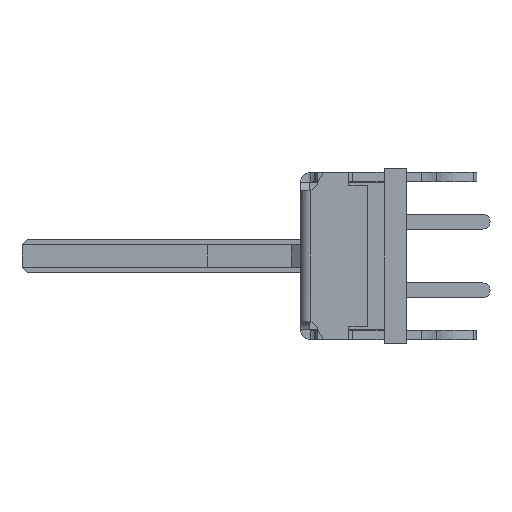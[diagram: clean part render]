
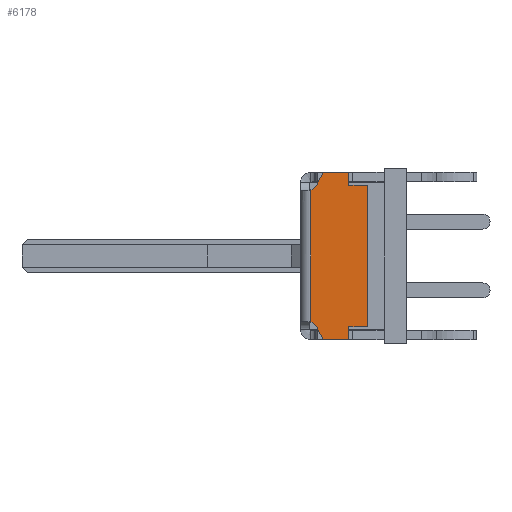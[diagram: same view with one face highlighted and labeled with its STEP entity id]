
A CAD part, left-side view. The second image highlights one B-rep face of the part: STEP entity #6178.
In plain terms, the highlighted planar face has unit normal (-1, 0, 0).
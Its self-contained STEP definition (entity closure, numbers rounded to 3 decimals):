
#4 = CARTESIAN_POINT ( 'NONE',  ( -30., 2.9, 0. ) ) ;
#25 = CARTESIAN_POINT ( 'NONE',  ( -30., 2.9, -3.8 ) ) ;
#117 = CARTESIAN_POINT ( 'NONE',  ( -30., 5.283, -4.5 ) ) ;
#151 = DIRECTION ( 'NONE',  ( 0., -1., 0. ) ) ;
#152 = LINE ( 'NONE', #9354, #1334 ) ;
#192 = VERTEX_POINT ( 'NONE', #8090 ) ;
#310 = CARTESIAN_POINT ( 'NONE',  ( -30., 2.9, -3.8 ) ) ;
#618 = ORIENTED_EDGE ( 'NONE', *, *, #7428, .F. ) ;
#625 = ORIENTED_EDGE ( 'NONE', *, *, #7634, .T. ) ;
#739 = VERTEX_POINT ( 'NONE', #9942 ) ;
#778 = ORIENTED_EDGE ( 'NONE', *, *, #923, .F. ) ;
#818 = VERTEX_POINT ( 'NONE', #9168 ) ;
#861 = EDGE_CURVE ( 'NONE', #1837, #2765, #1486, .T. ) ;
#890 = ORIENTED_EDGE ( 'NONE', *, *, #4274, .T. ) ;
#897 = VECTOR ( 'NONE', #1513, 1000. ) ;
#923 = EDGE_CURVE ( 'NONE', #8637, #1837, #6410, .T. ) ;
#986 = CARTESIAN_POINT ( 'NONE',  ( -30., 5.95, 0. ) ) ;
#1008 = LINE ( 'NONE', #4, #8224 ) ;
#1090 = LINE ( 'NONE', #986, #2791 ) ;
#1200 = ORIENTED_EDGE ( 'NONE', *, *, #4721, .T. ) ;
#1334 = VECTOR ( 'NONE', #8646, 1000. ) ;
#1377 = LINE ( 'NONE', #8969, #9586 ) ;
#1391 = EDGE_CURVE ( 'NONE', #8548, #192, #152, .T. ) ;
#1430 = EDGE_CURVE ( 'NONE', #8965, #8847, #1008, .T. ) ;
#1465 = CARTESIAN_POINT ( 'NONE',  ( -30., 3.9, 3.8 ) ) ;
#1484 = ORIENTED_EDGE ( 'NONE', *, *, #1536, .T. ) ;
#1486 = CIRCLE ( 'NONE', #1644, 0.65 ) ;
#1513 = DIRECTION ( 'NONE',  ( 0., 0., -1. ) ) ;
#1536 = EDGE_CURVE ( 'NONE', #192, #8965, #5636, .T. ) ;
#1642 = LINE ( 'NONE', #8570, #5509 ) ;
#1644 = AXIS2_PLACEMENT_3D ( 'NONE', #1677, #9419, #9470 ) ;
#1677 = CARTESIAN_POINT ( 'NONE',  ( -30., 6.15, -4.221 ) ) ;
#1813 = CARTESIAN_POINT ( 'NONE',  ( -30., 4.726, 4.726 ) ) ;
#1822 = EDGE_CURVE ( 'NONE', #739, #8847, #1642, .T. ) ;
#1827 = ORIENTED_EDGE ( 'NONE', *, *, #1391, .T. ) ;
#1837 = VERTEX_POINT ( 'NONE', #4860 ) ;
#1876 = VERTEX_POINT ( 'NONE', #5057 ) ;
#1878 = CIRCLE ( 'NONE', #7498, 0.65 ) ;
#2005 = CARTESIAN_POINT ( 'NONE',  ( -30., 2.9, 3.8 ) ) ;
#2038 = LINE ( 'NONE', #5908, #9876 ) ;
#2130 = VERTEX_POINT ( 'NONE', #2554 ) ;
#2138 = VECTOR ( 'NONE', #7299, 1000. ) ;
#2160 = EDGE_CURVE ( 'NONE', #3365, #818, #1090, .T. ) ;
#2242 = ORIENTED_EDGE ( 'NONE', *, *, #7309, .T. ) ;
#2293 = VECTOR ( 'NONE', #3276, 1000. ) ;
#2358 = FACE_OUTER_BOUND ( 'NONE', #3578, .T. ) ;
#2502 = VECTOR ( 'NONE', #7195, 1000. ) ;
#2554 = CARTESIAN_POINT ( 'NONE',  ( -30., 5.691, 3.761 ) ) ;
#2610 = ORIENTED_EDGE ( 'NONE', *, *, #2160, .F. ) ;
#2765 = VERTEX_POINT ( 'NONE', #7542 ) ;
#2791 = VECTOR ( 'NONE', #8671, 1000. ) ;
#2840 = CARTESIAN_POINT ( 'NONE',  ( -30., 4.726, -4.726 ) ) ;
#3011 = CARTESIAN_POINT ( 'NONE',  ( -30., 3.9, -4.5 ) ) ;
#3152 = DIRECTION ( 'NONE',  ( 0., 1., 0. ) ) ;
#3276 = DIRECTION ( 'NONE',  ( 0., 0.449, 0.894 ) ) ;
#3328 = ORIENTED_EDGE ( 'NONE', *, *, #5661, .T. ) ;
#3365 = VERTEX_POINT ( 'NONE', #6807 ) ;
#3453 = VERTEX_POINT ( 'NONE', #6947 ) ;
#3578 = EDGE_LOOP ( 'NONE', ( #1827, #1484, #8558, #6888, #8465, #3328, #890, #625, #1200, #2242, #2610, #8841, #5338, #9150, #778, #618 ) ) ;
#3640 = DIRECTION ( 'NONE',  ( 0., 1., 0. ) ) ;
#3759 = DIRECTION ( 'NONE',  ( 0., -1., 0. ) ) ;
#3811 = EDGE_CURVE ( 'NONE', #5602, #3365, #6020, .T. ) ;
#4003 = DIRECTION ( 'NONE',  ( 0., -1., 0. ) ) ;
#4138 = CARTESIAN_POINT ( 'NONE',  ( -30., 3.9, 4.5 ) ) ;
#4274 = EDGE_CURVE ( 'NONE', #8511, #3453, #2038, .T. ) ;
#4665 = LINE ( 'NONE', #3011, #5245 ) ;
#4721 = EDGE_CURVE ( 'NONE', #2130, #1876, #8689, .T. ) ;
#4860 = CARTESIAN_POINT ( 'NONE',  ( -30., 5.569, -3.929 ) ) ;
#5007 = CARTESIAN_POINT ( 'NONE',  ( -30., 6.15, 4.221 ) ) ;
#5057 = CARTESIAN_POINT ( 'NONE',  ( -30., 5.761, 3.691 ) ) ;
#5098 = DIRECTION ( 'NONE',  ( 0., 0.449, -0.894 ) ) ;
#5245 = VECTOR ( 'NONE', #6889, 1000. ) ;
#5255 = AXIS2_PLACEMENT_3D ( 'NONE', #9443, #7028, #3152 ) ;
#5338 = ORIENTED_EDGE ( 'NONE', *, *, #7727, .F. ) ;
#5424 = PLANE ( 'NONE',  #5255 ) ;
#5509 = VECTOR ( 'NONE', #4003, 1000. ) ;
#5602 = VERTEX_POINT ( 'NONE', #6717 ) ;
#5636 = LINE ( 'NONE', #310, #2138 ) ;
#5661 = EDGE_CURVE ( 'NONE', #5907, #8511, #1377, .T. ) ;
#5739 = DIRECTION ( 'NONE',  ( 1., 0., 0. ) ) ;
#5907 = VERTEX_POINT ( 'NONE', #4138 ) ;
#5908 = CARTESIAN_POINT ( 'NONE',  ( -30., 5.283, 4.5 ) ) ;
#6012 = LINE ( 'NONE', #2840, #9101 ) ;
#6020 = CIRCLE ( 'NONE', #7303, 0.65 ) ;
#6034 = CARTESIAN_POINT ( 'NONE',  ( -30., 3.9, -4.5 ) ) ;
#6178 = ADVANCED_FACE ( 'NONE', ( #2358 ), #5424, .T. ) ;
#6410 = LINE ( 'NONE', #117, #2293 ) ;
#6494 = CARTESIAN_POINT ( 'NONE',  ( -30., 6.221, 4.15 ) ) ;
#6717 = CARTESIAN_POINT ( 'NONE',  ( -30., 5.761, -3.691 ) ) ;
#6742 = CARTESIAN_POINT ( 'NONE',  ( -30., 5.283, 4.5 ) ) ;
#6807 = CARTESIAN_POINT ( 'NONE',  ( -30., 5.95, -3.559 ) ) ;
#6888 = ORIENTED_EDGE ( 'NONE', *, *, #1822, .F. ) ;
#6889 = DIRECTION ( 'NONE',  ( 0., 1., 0. ) ) ;
#6947 = CARTESIAN_POINT ( 'NONE',  ( -30., 5.569, 3.929 ) ) ;
#7028 = DIRECTION ( 'NONE',  ( -1., 0., 0. ) ) ;
#7029 = CARTESIAN_POINT ( 'NONE',  ( -30., 5.283, -4.5 ) ) ;
#7042 = LINE ( 'NONE', #1465, #897 ) ;
#7180 = CIRCLE ( 'NONE', #8294, 0.65 ) ;
#7195 = DIRECTION ( 'NONE',  ( 0., 0.707, -0.707 ) ) ;
#7211 = EDGE_CURVE ( 'NONE', #5907, #739, #7042, .T. ) ;
#7299 = DIRECTION ( 'NONE',  ( 0., -1., 0. ) ) ;
#7303 = AXIS2_PLACEMENT_3D ( 'NONE', #9846, #7586, #3759 ) ;
#7309 = EDGE_CURVE ( 'NONE', #1876, #818, #1878, .T. ) ;
#7428 = EDGE_CURVE ( 'NONE', #8548, #8637, #4665, .T. ) ;
#7498 = AXIS2_PLACEMENT_3D ( 'NONE', #6494, #5739, #151 ) ;
#7542 = CARTESIAN_POINT ( 'NONE',  ( -30., 5.691, -3.761 ) ) ;
#7586 = DIRECTION ( 'NONE',  ( -1., 0., 0. ) ) ;
#7634 = EDGE_CURVE ( 'NONE', #3453, #2130, #7180, .T. ) ;
#7727 = EDGE_CURVE ( 'NONE', #2765, #5602, #6012, .T. ) ;
#8090 = CARTESIAN_POINT ( 'NONE',  ( -30., 3.9, -3.8 ) ) ;
#8224 = VECTOR ( 'NONE', #8444, 1000. ) ;
#8294 = AXIS2_PLACEMENT_3D ( 'NONE', #5007, #8872, #8770 ) ;
#8444 = DIRECTION ( 'NONE',  ( 0., 0., 1. ) ) ;
#8465 = ORIENTED_EDGE ( 'NONE', *, *, #7211, .F. ) ;
#8511 = VERTEX_POINT ( 'NONE', #6742 ) ;
#8548 = VERTEX_POINT ( 'NONE', #6034 ) ;
#8558 = ORIENTED_EDGE ( 'NONE', *, *, #1430, .T. ) ;
#8570 = CARTESIAN_POINT ( 'NONE',  ( -30., 2.9, 3.8 ) ) ;
#8637 = VERTEX_POINT ( 'NONE', #7029 ) ;
#8646 = DIRECTION ( 'NONE',  ( 0., 0., 1. ) ) ;
#8671 = DIRECTION ( 'NONE',  ( 0., 0., 1. ) ) ;
#8689 = LINE ( 'NONE', #1813, #2502 ) ;
#8770 = DIRECTION ( 'NONE',  ( 0., -1., 0. ) ) ;
#8841 = ORIENTED_EDGE ( 'NONE', *, *, #3811, .F. ) ;
#8847 = VERTEX_POINT ( 'NONE', #2005 ) ;
#8872 = DIRECTION ( 'NONE',  ( 1., 0., 0. ) ) ;
#8965 = VERTEX_POINT ( 'NONE', #25 ) ;
#8969 = CARTESIAN_POINT ( 'NONE',  ( -30., 3.9, 4.5 ) ) ;
#9021 = DIRECTION ( 'NONE',  ( 0., 0.707, 0.707 ) ) ;
#9101 = VECTOR ( 'NONE', #9021, 1000. ) ;
#9150 = ORIENTED_EDGE ( 'NONE', *, *, #861, .F. ) ;
#9168 = CARTESIAN_POINT ( 'NONE',  ( -30., 5.95, 3.559 ) ) ;
#9354 = CARTESIAN_POINT ( 'NONE',  ( -30., 3.9, -3.8 ) ) ;
#9419 = DIRECTION ( 'NONE',  ( -1., 0., 0. ) ) ;
#9443 = CARTESIAN_POINT ( 'NONE',  ( -30., 0., 0. ) ) ;
#9470 = DIRECTION ( 'NONE',  ( 0., -1., 0. ) ) ;
#9586 = VECTOR ( 'NONE', #3640, 1000. ) ;
#9846 = CARTESIAN_POINT ( 'NONE',  ( -30., 6.221, -4.15 ) ) ;
#9876 = VECTOR ( 'NONE', #5098, 1000. ) ;
#9942 = CARTESIAN_POINT ( 'NONE',  ( -30., 3.9, 3.8 ) ) ;
